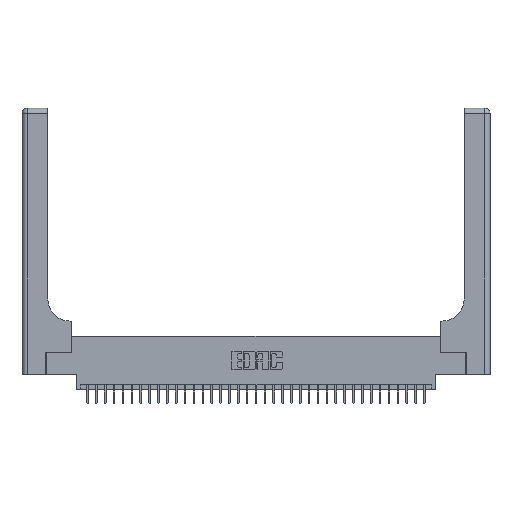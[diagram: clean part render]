
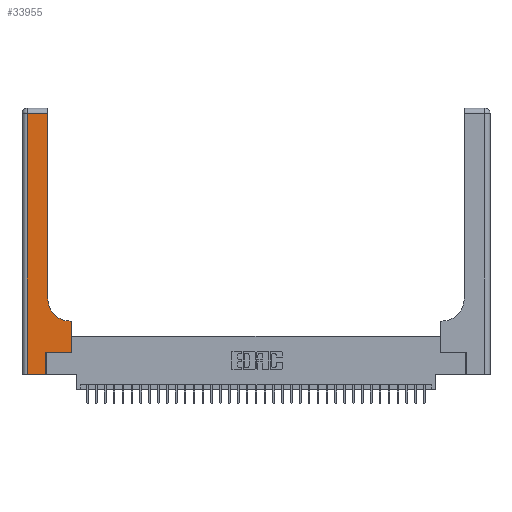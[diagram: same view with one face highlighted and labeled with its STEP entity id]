
A CAD part, top view. The second image highlights one B-rep face of the part: STEP entity #33955.
In plain terms, the highlighted planar face has unit normal (0, 0, 1).
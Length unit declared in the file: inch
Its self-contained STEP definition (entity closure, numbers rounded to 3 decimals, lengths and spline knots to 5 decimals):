
#25 = VECTOR ( 'NONE', #27826, 39.37008 ) ;
#53 = ORIENTED_EDGE ( 'NONE', *, *, #25663, .T. ) ;
#644 = DIRECTION ( 'NONE',  ( -1., 0., 0. ) ) ;
#1466 = DIRECTION ( 'NONE',  ( -1., 0., 0. ) ) ;
#1919 = EDGE_CURVE ( 'NONE', #32502, #25719, #16156, .T. ) ;
#2212 = EDGE_CURVE ( 'NONE', #6333, #35835, #22340, .T. ) ;
#2510 = DIRECTION ( 'NONE',  ( 1., 0., 0. ) ) ;
#3835 = LINE ( 'NONE', #6673, #28931 ) ;
#4122 = CIRCLE ( 'NONE', #11402, 0.25 ) ;
#4426 = EDGE_CURVE ( 'NONE', #35835, #4830, #26522, .T. ) ;
#4830 = VERTEX_POINT ( 'NONE', #9161 ) ;
#5169 = CARTESIAN_POINT ( 'NONE',  ( 0.5585, 0.25, 0.37 ) ) ;
#5418 = CARTESIAN_POINT ( 'NONE',  ( 0.5415, 0.85, 0.37 ) ) ;
#5950 = DIRECTION ( 'NONE',  ( 0., 1., 0. ) ) ;
#6333 = VERTEX_POINT ( 'NONE', #8741 ) ;
#6673 = CARTESIAN_POINT ( 'NONE',  ( 0., 0., 0.37 ) ) ;
#6802 = DIRECTION ( 'NONE',  ( 1., 0., 0. ) ) ;
#6855 = CARTESIAN_POINT ( 'NONE',  ( 0.5415, 0.6, 0.37 ) ) ;
#7578 = ORIENTED_EDGE ( 'NONE', *, *, #22427, .T. ) ;
#7800 = CARTESIAN_POINT ( 'NONE',  ( 0.269, 0.25, 0.37 ) ) ;
#8220 = ORIENTED_EDGE ( 'NONE', *, *, #1919, .T. ) ;
#8741 = CARTESIAN_POINT ( 'NONE',  ( 0.269, 0., 0.37 ) ) ;
#8802 = VECTOR ( 'NONE', #5950, 39.37008 ) ;
#9161 = CARTESIAN_POINT ( 'NONE',  ( 0.5585, 0.25, 0.37 ) ) ;
#10448 = VECTOR ( 'NONE', #644, 39.37008 ) ;
#10681 = DIRECTION ( 'NONE',  ( -1., 0., 0. ) ) ;
#11179 = CARTESIAN_POINT ( 'NONE',  ( 0.269, 0.25, 0.37 ) ) ;
#11402 = AXIS2_PLACEMENT_3D ( 'NONE', #5418, #17517, #25135 ) ;
#11944 = VERTEX_POINT ( 'NONE', #28026 ) ;
#12264 = CARTESIAN_POINT ( 'NONE',  ( 0.269, 0., 0.37 ) ) ;
#12332 = LINE ( 'NONE', #16927, #8802 ) ;
#13925 = DIRECTION ( 'NONE',  ( 0., -1., 0. ) ) ;
#14697 = VERTEX_POINT ( 'NONE', #31972 ) ;
#15768 = EDGE_CURVE ( 'NONE', #14697, #6333, #3835, .T. ) ;
#16013 = ORIENTED_EDGE ( 'NONE', *, *, #15768, .T. ) ;
#16156 = LINE ( 'NONE', #30966, #10448 ) ;
#16927 = CARTESIAN_POINT ( 'NONE',  ( 0.2915, 3., 0.37 ) ) ;
#17009 = AXIS2_PLACEMENT_3D ( 'NONE', #27200, #32817, #1466 ) ;
#17517 = DIRECTION ( 'NONE',  ( 0., 0., -1. ) ) ;
#18920 = VERTEX_POINT ( 'NONE', #34755 ) ;
#18958 = ORIENTED_EDGE ( 'NONE', *, *, #2212, .T. ) ;
#19066 = VECTOR ( 'NONE', #2510, 39.37008 ) ;
#20500 = DIRECTION ( 'NONE',  ( 0., 1., 0. ) ) ;
#21228 = ORIENTED_EDGE ( 'NONE', *, *, #4426, .T. ) ;
#21459 = CARTESIAN_POINT ( 'NONE',  ( 0.06, 2.94, 0.37 ) ) ;
#21746 = EDGE_CURVE ( 'NONE', #18920, #33708, #25388, .T. ) ;
#22319 = CARTESIAN_POINT ( 'NONE',  ( 0.06, 3., 0.37 ) ) ;
#22340 = LINE ( 'NONE', #12264, #23602 ) ;
#22427 = EDGE_CURVE ( 'NONE', #33708, #11944, #4122, .T. ) ;
#23602 = VECTOR ( 'NONE', #20500, 39.37008 ) ;
#24119 = EDGE_LOOP ( 'NONE', ( #25033, #8220, #53, #16013, #18958, #21228, #24535, #28177, #7578 ) ) ;
#24535 = ORIENTED_EDGE ( 'NONE', *, *, #26575, .T. ) ;
#25033 = ORIENTED_EDGE ( 'NONE', *, *, #25265, .T. ) ;
#25135 = DIRECTION ( 'NONE',  ( 1., 0., 0. ) ) ;
#25265 = EDGE_CURVE ( 'NONE', #11944, #32502, #12332, .T. ) ;
#25388 = LINE ( 'NONE', #33028, #28013 ) ;
#25663 = EDGE_CURVE ( 'NONE', #25719, #14697, #26839, .T. ) ;
#25719 = VERTEX_POINT ( 'NONE', #21459 ) ;
#26522 = LINE ( 'NONE', #7800, #19066 ) ;
#26575 = EDGE_CURVE ( 'NONE', #4830, #18920, #26883, .T. ) ;
#26839 = LINE ( 'NONE', #22319, #29480 ) ;
#26883 = LINE ( 'NONE', #5169, #25 ) ;
#27200 = CARTESIAN_POINT ( 'NONE',  ( 0., 3., 0.37 ) ) ;
#27826 = DIRECTION ( 'NONE',  ( 0., 1., 0. ) ) ;
#28013 = VECTOR ( 'NONE', #10681, 39.37008 ) ;
#28026 = CARTESIAN_POINT ( 'NONE',  ( 0.2915, 0.85, 0.37 ) ) ;
#28177 = ORIENTED_EDGE ( 'NONE', *, *, #21746, .T. ) ;
#28931 = VECTOR ( 'NONE', #6802, 39.37008 ) ;
#29480 = VECTOR ( 'NONE', #13925, 39.37008 ) ;
#30016 = PLANE ( 'NONE',  #17009 ) ;
#30966 = CARTESIAN_POINT ( 'NONE',  ( 0., 2.94, 0.37 ) ) ;
#31972 = CARTESIAN_POINT ( 'NONE',  ( 0.06, 0., 0.37 ) ) ;
#32502 = VERTEX_POINT ( 'NONE', #34489 ) ;
#32817 = DIRECTION ( 'NONE',  ( 0., 0., -1. ) ) ;
#33028 = CARTESIAN_POINT ( 'NONE',  ( 0.2915, 0.6, 0.37 ) ) ;
#33708 = VERTEX_POINT ( 'NONE', #6855 ) ;
#33955 = ADVANCED_FACE ( 'NONE', ( #35191 ), #30016, .F. ) ;
#34489 = CARTESIAN_POINT ( 'NONE',  ( 0.2915, 2.94, 0.37 ) ) ;
#34755 = CARTESIAN_POINT ( 'NONE',  ( 0.5585, 0.6, 0.37 ) ) ;
#35191 = FACE_OUTER_BOUND ( 'NONE', #24119, .T. ) ;
#35835 = VERTEX_POINT ( 'NONE', #11179 ) ;
